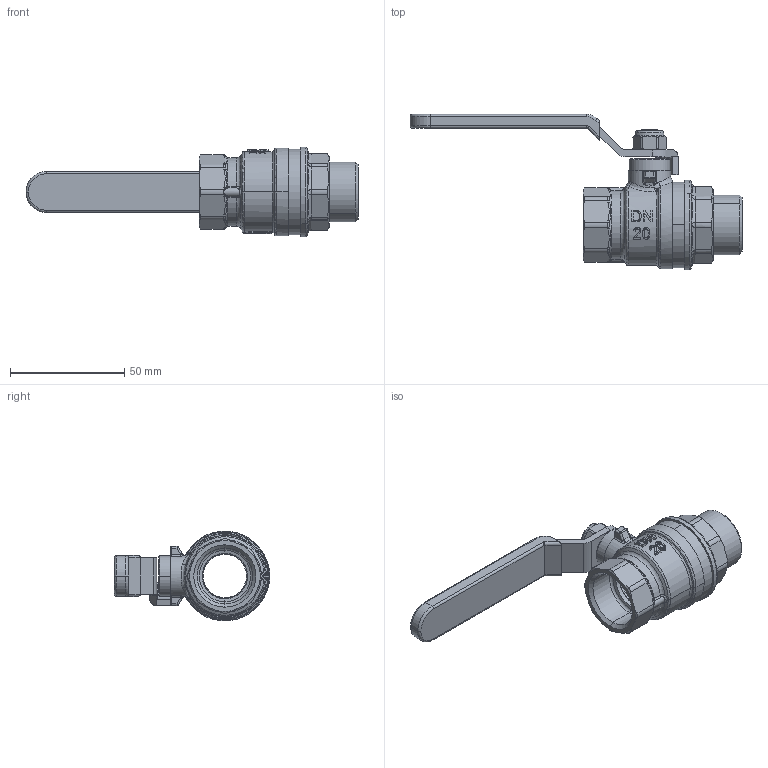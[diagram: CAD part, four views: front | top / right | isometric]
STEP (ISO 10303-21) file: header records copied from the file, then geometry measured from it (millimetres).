
FILE_DESCRIPTION (( 'STEP AP203' ), '1' );
FILE_NAME ('0812N405-surface.step', '2011-08-30T08:38:24', ( ' ' ), ( '' ), 'SwSTEP 2.0', 'SolidWorks 2011', '' );
FILE_SCHEMA (( 'CONFIG_CONTROL_DESIGN' ));
Length unit declared in the file: millimetre
Products named in the file (1): 0812N405-surface
Bounding box: 145.55 x 68.05 x 39.24 mm (x, y, z)
Surface area: 18799.6 mm2 (no closed solid volume)
Topology: 0 solids, 18 shells, 458 faces, 1442 edges, 974 vertices
Faces by surface type: bspline 136, cylinder 120, plane 113, cone 49, torus 32, sphere 8
Entity records: 21056 total; most frequent: CARTESIAN_POINT 9673, ORIENTED_EDGE 2430, DIRECTION 1998, EDGE_CURVE 1412, VERTEX_POINT 974, AXIS2_PLACEMENT_3D 688, VECTOR 622, LINE 622
